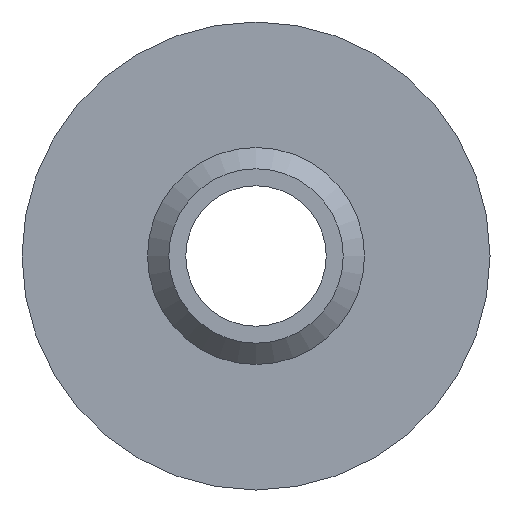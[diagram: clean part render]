
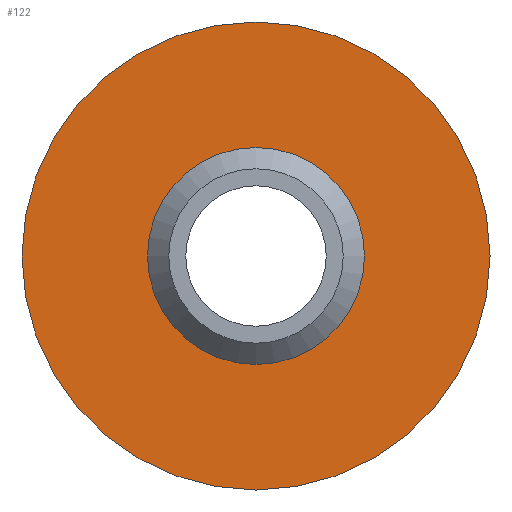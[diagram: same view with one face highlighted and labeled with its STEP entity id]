
A CAD part, front view. The second image highlights one B-rep face of the part: STEP entity #122.
In plain terms, the highlighted planar face has unit normal (0, -1, 0).
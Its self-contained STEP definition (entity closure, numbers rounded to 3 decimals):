
#17=FACE_BOUND('',#42,.T.);
#20=PLANE('',#159);
#31=FACE_OUTER_BOUND('',#41,.T.);
#41=EDGE_LOOP('',(#110));
#42=EDGE_LOOP('',(#111,#112));
#59=CIRCLE('',#154,2.55);
#60=CIRCLE('',#155,2.55);
#61=CIRCLE('',#158,5.5);
#68=VERTEX_POINT('',#222);
#69=VERTEX_POINT('',#223);
#70=VERTEX_POINT('',#229);
#80=EDGE_CURVE('',#68,#69,#59,.T.);
#82=EDGE_CURVE('',#69,#68,#60,.T.);
#83=EDGE_CURVE('',#70,#70,#61,.T.);
#110=ORIENTED_EDGE('',*,*,#83,.T.);
#111=ORIENTED_EDGE('',*,*,#80,.F.);
#112=ORIENTED_EDGE('',*,*,#82,.F.);
#122=ADVANCED_FACE('',(#31,#17),#20,.F.);
#154=AXIS2_PLACEMENT_3D('',#224,#187,#188);
#155=AXIS2_PLACEMENT_3D('',#226,#190,#191);
#158=AXIS2_PLACEMENT_3D('',#230,#196,#197);
#159=AXIS2_PLACEMENT_3D('',#232,#199,#200);
#187=DIRECTION('center_axis',(0.,-1.,0.));
#188=DIRECTION('ref_axis',(1.,0.,0.));
#190=DIRECTION('center_axis',(0.,-1.,0.));
#191=DIRECTION('ref_axis',(1.,0.,0.));
#196=DIRECTION('center_axis',(0.,-1.,0.));
#197=DIRECTION('ref_axis',(-1.,0.,0.));
#199=DIRECTION('center_axis',(0.,1.,0.));
#200=DIRECTION('ref_axis',(0.,0.,1.));
#222=CARTESIAN_POINT('',(2.55,8.4,0.));
#223=CARTESIAN_POINT('',(-2.55,8.4,0.));
#224=CARTESIAN_POINT('Origin',(0.,8.4,0.));
#226=CARTESIAN_POINT('Origin',(0.,8.4,0.));
#229=CARTESIAN_POINT('',(5.5,8.4,0.));
#230=CARTESIAN_POINT('Origin',(0.,8.4,0.));
#232=CARTESIAN_POINT('Origin',(0.,8.4,0.));
